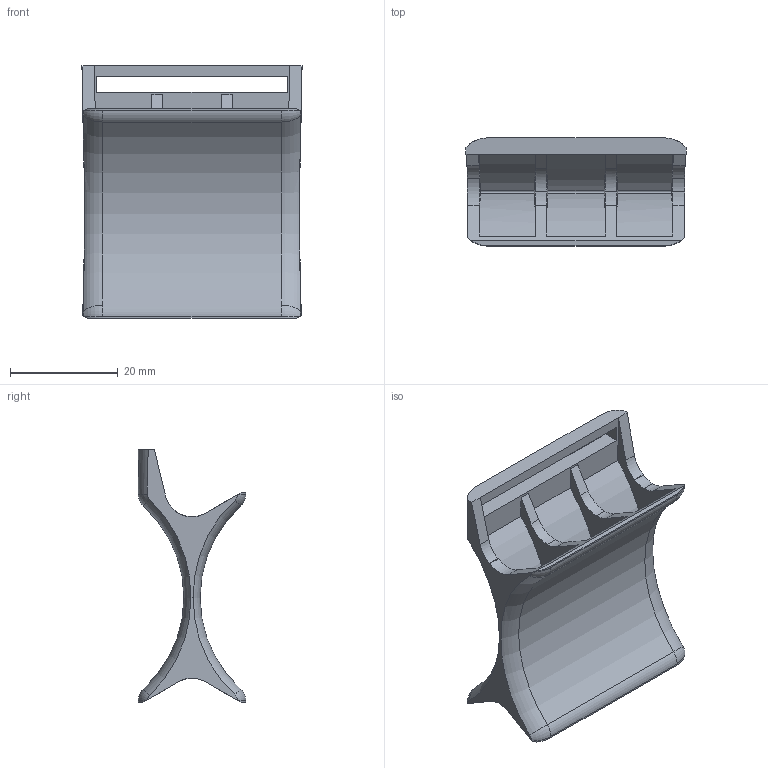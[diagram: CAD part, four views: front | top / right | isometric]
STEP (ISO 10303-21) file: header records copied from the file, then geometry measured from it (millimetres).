
FILE_DESCRIPTION (( 'STEP AP214' ), '1' );
FILE_NAME ('1196464.stp', '2017-05-02T09:24:38', ( '' ), ( '' ), 'SwSTEP 2.0', 'SolidWorks 2016', '' );
FILE_SCHEMA (( 'AUTOMOTIVE_DESIGN' ));
Length unit declared in the file: millimetre
Products named in the file (1): 1196464
Bounding box: 40.93 x 20 x 47 mm (x, y, z)
Volume: 8078 mm3; surface area: 7816.5 mm2
Topology: 1 solids, 1 shells, 97 faces, 270 edges, 174 vertices
Faces by surface type: cylinder 46, plane 39, torus 12
Entity records: 3248 total; most frequent: CARTESIAN_POINT 952, ORIENTED_EDGE 540, DIRECTION 412, EDGE_CURVE 270, VERTEX_POINT 174, AXIS2_PLACEMENT_3D 138, VECTOR 136, LINE 136
